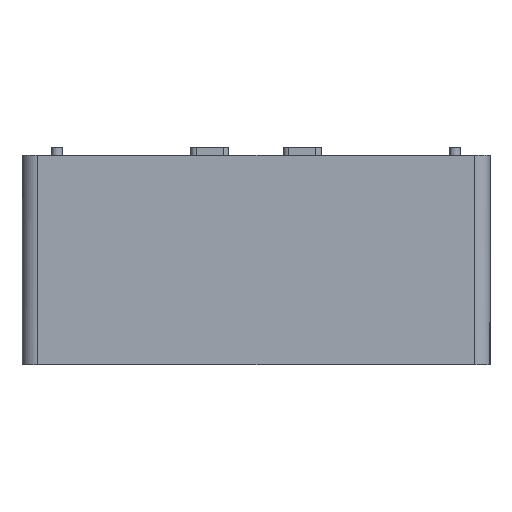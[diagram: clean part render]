
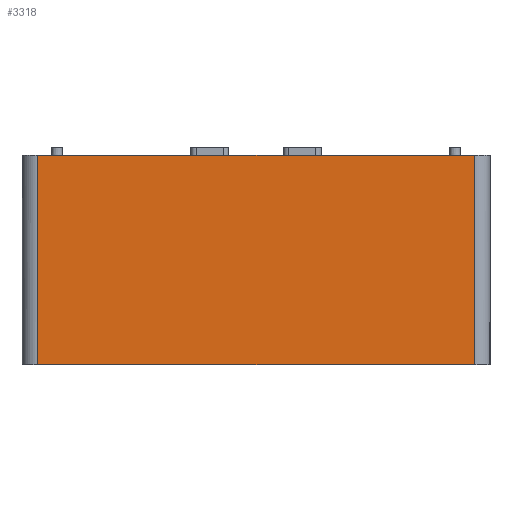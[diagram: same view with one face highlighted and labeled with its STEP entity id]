
A CAD part, left-side view. The second image highlights one B-rep face of the part: STEP entity #3318.
In plain terms, the highlighted planar face has unit normal (-1, 0, 0).
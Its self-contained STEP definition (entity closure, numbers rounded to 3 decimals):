
#56 = CARTESIAN_POINT ( 'NONE',  ( -42.942, -40.049, -40. ) ) ;
#146 = ORIENTED_EDGE ( 'NONE', *, *, #3448, .T. ) ;
#509 = LINE ( 'NONE', #4749, #3112 ) ;
#621 = EDGE_CURVE ( 'NONE', #2830, #2931, #1536, .T. ) ;
#628 = DIRECTION ( 'NONE',  ( 0., 0., 1. ) ) ;
#710 = VERTEX_POINT ( 'NONE', #3602 ) ;
#850 = VECTOR ( 'NONE', #4005, 1000. ) ;
#904 = FACE_OUTER_BOUND ( 'NONE', #2013, .T. ) ;
#977 = CARTESIAN_POINT ( 'NONE',  ( -42.942, -40.049, -1.5 ) ) ;
#1086 = CARTESIAN_POINT ( 'NONE',  ( -42.942, -40.049, -0.5 ) ) ;
#1091 = ORIENTED_EDGE ( 'NONE', *, *, #621, .F. ) ;
#1221 = VECTOR ( 'NONE', #3282, 1000. ) ;
#1536 = LINE ( 'NONE', #5779, #5091 ) ;
#1643 = DIRECTION ( 'NONE',  ( 0., -1., 0. ) ) ;
#2008 = ORIENTED_EDGE ( 'NONE', *, *, #4416, .F. ) ;
#2013 = EDGE_LOOP ( 'NONE', ( #1091, #146, #4603, #2008 ) ) ;
#2347 = LINE ( 'NONE', #56, #1221 ) ;
#2514 = VERTEX_POINT ( 'NONE', #3156 ) ;
#2830 = VERTEX_POINT ( 'NONE', #4516 ) ;
#2931 = VERTEX_POINT ( 'NONE', #977 ) ;
#3070 = CARTESIAN_POINT ( 'NONE',  ( -42.942, 40.049, -1.5 ) ) ;
#3074 = AXIS2_PLACEMENT_3D ( 'NONE', #1086, #4762, #628 ) ;
#3112 = VECTOR ( 'NONE', #4690, 1000. ) ;
#3156 = CARTESIAN_POINT ( 'NONE',  ( -42.942, 40.049, -40. ) ) ;
#3282 = DIRECTION ( 'NONE',  ( 0., 1., 0. ) ) ;
#3318 = ADVANCED_FACE ( 'NONE', ( #904 ), #5040, .T. ) ;
#3448 = EDGE_CURVE ( 'NONE', #2830, #2514, #5733, .T. ) ;
#3602 = CARTESIAN_POINT ( 'NONE',  ( -42.942, -40.049, -40. ) ) ;
#4005 = DIRECTION ( 'NONE',  ( 0., 0., -1. ) ) ;
#4416 = EDGE_CURVE ( 'NONE', #2931, #710, #509, .T. ) ;
#4516 = CARTESIAN_POINT ( 'NONE',  ( -42.942, 40.049, -1.5 ) ) ;
#4603 = ORIENTED_EDGE ( 'NONE', *, *, #5553, .F. ) ;
#4690 = DIRECTION ( 'NONE',  ( 0., 0., -1. ) ) ;
#4749 = CARTESIAN_POINT ( 'NONE',  ( -42.942, -40.049, -1.5 ) ) ;
#4762 = DIRECTION ( 'NONE',  ( -1., 0., 0. ) ) ;
#5040 = PLANE ( 'NONE',  #3074 ) ;
#5091 = VECTOR ( 'NONE', #1643, 1000. ) ;
#5553 = EDGE_CURVE ( 'NONE', #710, #2514, #2347, .T. ) ;
#5733 = LINE ( 'NONE', #3070, #850 ) ;
#5779 = CARTESIAN_POINT ( 'NONE',  ( -42.942, 40.049, -1.5 ) ) ;
